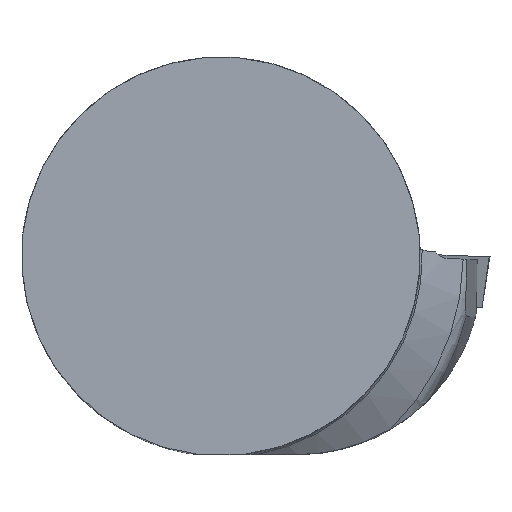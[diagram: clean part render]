
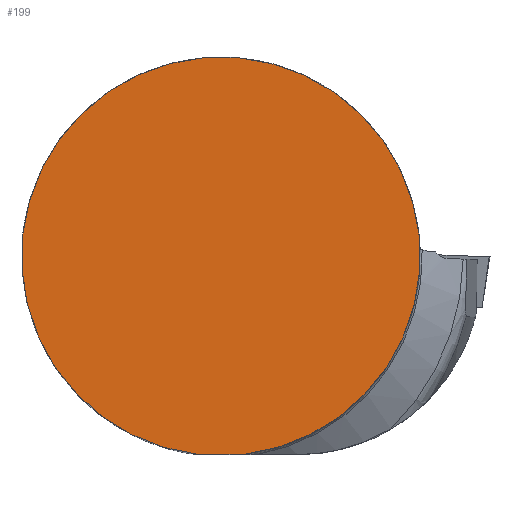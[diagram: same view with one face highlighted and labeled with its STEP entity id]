
A CAD part, top view. The second image highlights one B-rep face of the part: STEP entity #199.
In plain terms, the highlighted planar face has unit normal (0, 0, 1).
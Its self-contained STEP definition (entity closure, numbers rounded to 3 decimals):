
#157=PLANE('',#1053);
#199=ADVANCED_FACE('',(#254),#157,.T.);
#254=FACE_OUTER_BOUND('',#302,.T.);
#302=EDGE_LOOP('',(#628,#629));
#356=LINE('',#1419,#402);
#402=VECTOR('',#1107,1.);
#628=ORIENTED_EDGE('',*,*,#768,.F.);
#629=ORIENTED_EDGE('',*,*,#755,.T.);
#676=VERTEX_POINT('',#1355);
#677=VERTEX_POINT('',#1356);
#755=EDGE_CURVE('',#676,#677,#870,.T.);
#768=EDGE_CURVE('',#676,#677,#356,.T.);
#870=CIRCLE('',#980,12.5);
#980=AXIS2_PLACEMENT_3D('',#1354,#1093,#1094);
#1053=AXIS2_PLACEMENT_3D('',#1668,#1273,#1274);
#1093=DIRECTION('',(0.,0.,1.));
#1094=DIRECTION('',(1.,0.,0.));
#1107=DIRECTION('',(-1.,0.,0.));
#1273=DIRECTION('',(0.,0.,1.));
#1274=DIRECTION('',(1.,0.,0.));
#1354=CARTESIAN_POINT('',(0.,0.,0.));
#1355=CARTESIAN_POINT('',(1.462,-12.414,0.));
#1356=CARTESIAN_POINT('',(-1.462,-12.414,0.));
#1419=CARTESIAN_POINT('',(4.818,-12.414,0.));
#1668=CARTESIAN_POINT('',(0.,0.,0.));
